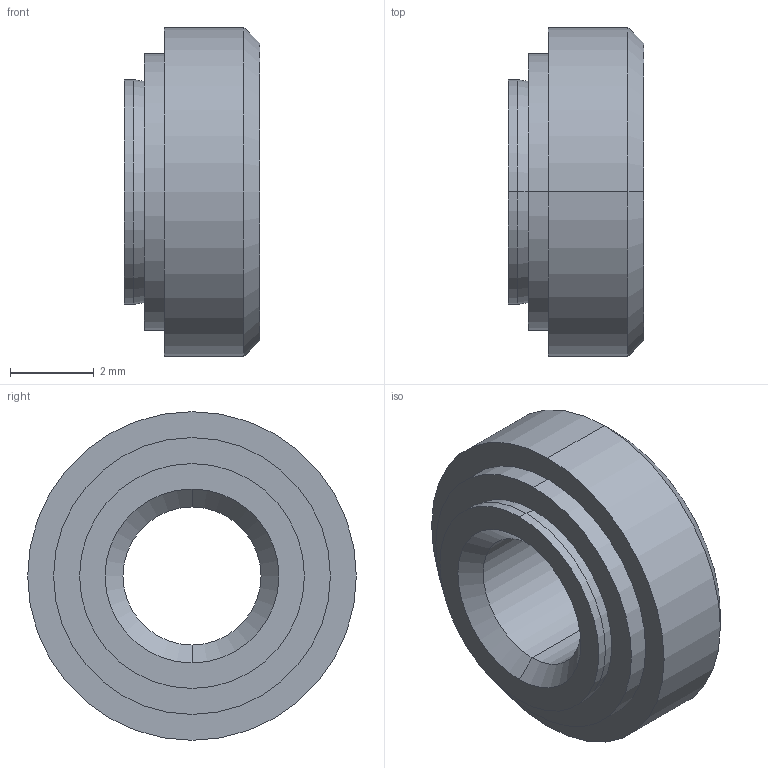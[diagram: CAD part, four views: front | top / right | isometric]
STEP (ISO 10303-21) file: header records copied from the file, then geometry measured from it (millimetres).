
FILE_DESCRIPTION(('starvars output'),'2;1');
FILE_NAME('cv20120701154324000000965.stp','15:43:24 2012/07/01',( 'Thomas Industrial Network Germany GmbH'),( 'Thomas Industrial Network Germany GmbH'),'unknown preprocess','ACIS' ,'unknown authorization');
FILE_SCHEMA(('CONFIG_CONTROL_DESIGN {UNKNOWN IMPLEMENTATION LEVEL}'));
Length unit declared in the file: millimetre
Products named in the file (1): PRODUCT_ID_6
Bounding box: 3.25 x 7.87 x 7.87 mm (x, y, z)
Volume: 107.1 mm3; surface area: 179.1 mm2
Topology: 1 solids, 1 shells, 20 faces, 40 edges, 24 vertices
Faces by surface type: cylinder 8, cone 8, plane 4
Entity records: 513 total; most frequent: ORIENTED_EDGE 80, CARTESIAN_POINT 64, DIRECTION 64, EDGE_CURVE 40, VERTEX_POINT 24, AXIS2_PLACEMENT_3D 24, EDGE_LOOP 24, FACE_BOUND 24
